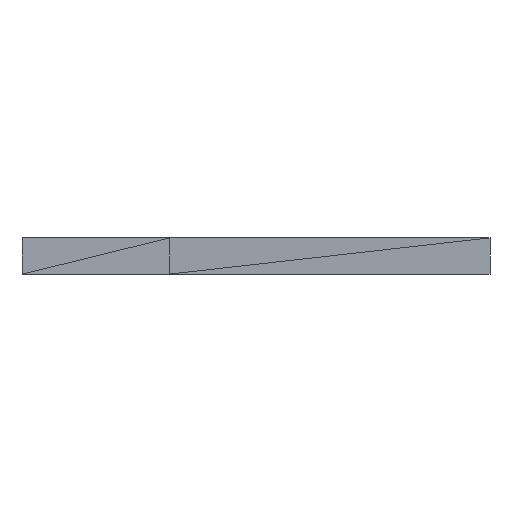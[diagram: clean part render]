
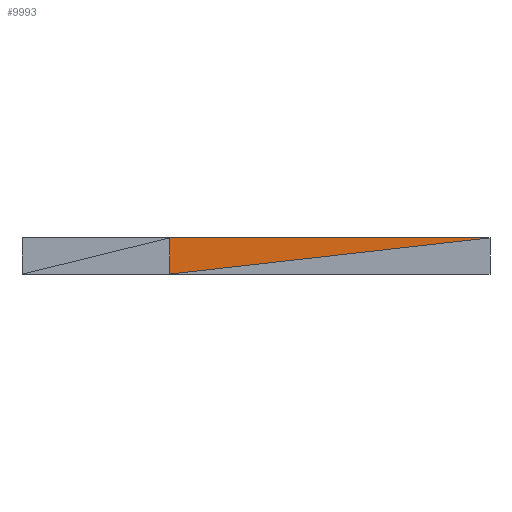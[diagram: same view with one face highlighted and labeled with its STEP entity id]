
A CAD part, front view. The second image highlights one B-rep face of the part: STEP entity #9993.
In plain terms, the highlighted planar face has unit normal (0, -1, 0).
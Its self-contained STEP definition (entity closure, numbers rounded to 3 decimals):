
#4279 = VERTEX_POINT('',#4280);
#4280 = CARTESIAN_POINT('',(7.9,-22.6,167.5));
#4329 = VERTEX_POINT('',#4330);
#4330 = CARTESIAN_POINT('',(7.9,-22.6,172.5));
#4564 = VERTEX_POINT('',#4565);
#4565 = CARTESIAN_POINT('',(52.1,-22.6,172.5));
#7332 = PLANE('',#7333);
#7333 = AXIS2_PLACEMENT_3D('',#7334,#7335,#7336);
#7334 = CARTESIAN_POINT('',(28.955,-21.445,172.5));
#7335 = DIRECTION('',(0.,-0.,-1.));
#7336 = DIRECTION('',(-1.,0.,-0.));
#7523 = PLANE('',#7524);
#7524 = AXIS2_PLACEMENT_3D('',#7525,#7526,#7527);
#7525 = CARTESIAN_POINT('',(7.9,-10.,172.5));
#7526 = DIRECTION('',(1.,0.,0.));
#7527 = DIRECTION('',(-0.,0.,1.));
#7588 = EDGE_CURVE('',#4279,#4329,#7589,.T.);
#7589 = SURFACE_CURVE('',#7590,(#7594,#7601),.PCURVE_S1.);
#7590 = LINE('',#7591,#7592);
#7591 = CARTESIAN_POINT('',(7.9,-22.6,167.5));
#7592 = VECTOR('',#7593,1.);
#7593 = DIRECTION('',(0.,0.,1.));
#7594 = PCURVE('',#7523,#7595);
#7595 = DEFINITIONAL_REPRESENTATION('',(#7596),#7600);
#7596 = LINE('',#7597,#7598);
#7597 = CARTESIAN_POINT('',(-5.,12.6));
#7598 = VECTOR('',#7599,1.);
#7599 = DIRECTION('',(1.,0.));
#7600 = ( GEOMETRIC_REPRESENTATION_CONTEXT(2) 
PARAMETRIC_REPRESENTATION_CONTEXT() REPRESENTATION_CONTEXT('2D SPACE',''
  ) );
#7601 = PCURVE('',#7602,#7607);
#7602 = PLANE('',#7603);
#7603 = AXIS2_PLACEMENT_3D('',#7604,#7605,#7606);
#7604 = CARTESIAN_POINT('',(7.9,-22.6,167.5));
#7605 = DIRECTION('',(0.,1.,0.));
#7606 = DIRECTION('',(0.,-0.,1.));
#7607 = DEFINITIONAL_REPRESENTATION('',(#7608),#7611);
#7608 = B_SPLINE_CURVE_WITH_KNOTS('',1,(#7609,#7610),.UNSPECIFIED.,.F.,
  .F.,(2,2),(0.,5.),.PIECEWISE_BEZIER_KNOTS.);
#7609 = CARTESIAN_POINT('',(0.,0.));
#7610 = CARTESIAN_POINT('',(5.,0.));
#7611 = ( GEOMETRIC_REPRESENTATION_CONTEXT(2) 
PARAMETRIC_REPRESENTATION_CONTEXT() REPRESENTATION_CONTEXT('2D SPACE',''
  ) );
#7693 = EDGE_CURVE('',#4329,#4564,#7694,.T.);
#7694 = SURFACE_CURVE('',#7695,(#7699,#7706),.PCURVE_S1.);
#7695 = LINE('',#7696,#7697);
#7696 = CARTESIAN_POINT('',(7.9,-22.6,172.5));
#7697 = VECTOR('',#7698,1.);
#7698 = DIRECTION('',(1.,0.,0.));
#7699 = PCURVE('',#7332,#7700);
#7700 = DEFINITIONAL_REPRESENTATION('',(#7701),#7705);
#7701 = LINE('',#7702,#7703);
#7702 = CARTESIAN_POINT('',(21.055,-1.155));
#7703 = VECTOR('',#7704,1.);
#7704 = DIRECTION('',(-1.,0.));
#7705 = ( GEOMETRIC_REPRESENTATION_CONTEXT(2) 
PARAMETRIC_REPRESENTATION_CONTEXT() REPRESENTATION_CONTEXT('2D SPACE',''
  ) );
#7706 = PCURVE('',#7602,#7707);
#7707 = DEFINITIONAL_REPRESENTATION('',(#7708),#7711);
#7708 = B_SPLINE_CURVE_WITH_KNOTS('',1,(#7709,#7710),.UNSPECIFIED.,.F.,
  .F.,(2,2),(0.,44.2),.PIECEWISE_BEZIER_KNOTS.);
#7709 = CARTESIAN_POINT('',(5.,0.));
#7710 = CARTESIAN_POINT('',(5.,44.2));
#7711 = ( GEOMETRIC_REPRESENTATION_CONTEXT(2) 
PARAMETRIC_REPRESENTATION_CONTEXT() REPRESENTATION_CONTEXT('2D SPACE',''
  ) );
#7952 = PLANE('',#7953);
#7953 = AXIS2_PLACEMENT_3D('',#7954,#7955,#7956);
#7954 = CARTESIAN_POINT('',(52.1,-22.6,172.5));
#7955 = DIRECTION('',(0.,1.,0.));
#7956 = DIRECTION('',(0.,-0.,1.));
#9993 = ADVANCED_FACE('',(#9994),#7602,.F.);
#9994 = FACE_BOUND('',#9995,.T.);
#9995 = EDGE_LOOP('',(#9996,#10016,#10017));
#9996 = ORIENTED_EDGE('',*,*,#9997,.T.);
#9997 = EDGE_CURVE('',#4279,#4564,#9998,.T.);
#9998 = SURFACE_CURVE('',#9999,(#10003,#10010),.PCURVE_S1.);
#9999 = LINE('',#10000,#10001);
#10000 = CARTESIAN_POINT('',(7.9,-22.6,167.5));
#10001 = VECTOR('',#10002,1.);
#10002 = DIRECTION('',(0.994,0.,0.112));
#10003 = PCURVE('',#7602,#10004);
#10004 = DEFINITIONAL_REPRESENTATION('',(#10005),#10009);
#10005 = LINE('',#10006,#10007);
#10006 = CARTESIAN_POINT('',(0.,0.));
#10007 = VECTOR('',#10008,1.);
#10008 = DIRECTION('',(0.112,0.994));
#10009 = ( GEOMETRIC_REPRESENTATION_CONTEXT(2) 
PARAMETRIC_REPRESENTATION_CONTEXT() REPRESENTATION_CONTEXT('2D SPACE',''
  ) );
#10010 = PCURVE('',#7952,#10011);
#10011 = DEFINITIONAL_REPRESENTATION('',(#10012),#10015);
#10012 = B_SPLINE_CURVE_WITH_KNOTS('',1,(#10013,#10014),.UNSPECIFIED.,
  .F.,.F.,(2,2),(0.,44.482),.PIECEWISE_BEZIER_KNOTS.);
#10013 = CARTESIAN_POINT('',(-5.,-44.2));
#10014 = CARTESIAN_POINT('',(0.,0.));
#10015 = ( GEOMETRIC_REPRESENTATION_CONTEXT(2) 
PARAMETRIC_REPRESENTATION_CONTEXT() REPRESENTATION_CONTEXT('2D SPACE',''
  ) );
#10016 = ORIENTED_EDGE('',*,*,#7693,.F.);
#10017 = ORIENTED_EDGE('',*,*,#7588,.F.);
